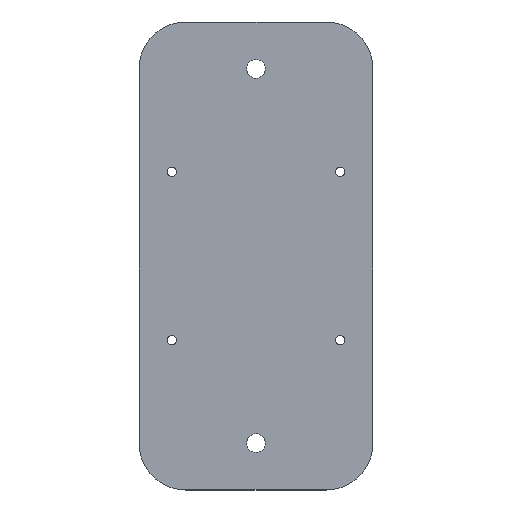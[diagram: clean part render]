
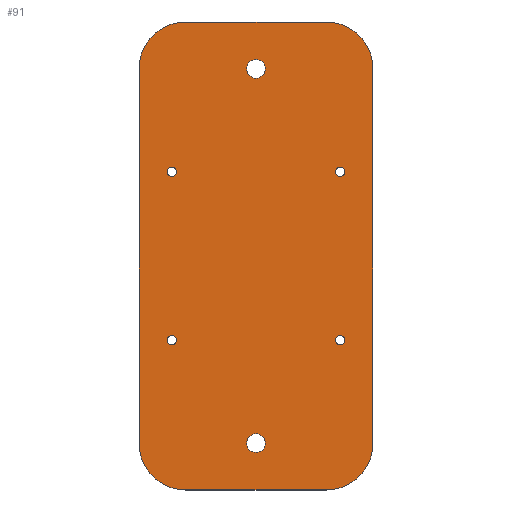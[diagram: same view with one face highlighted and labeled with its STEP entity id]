
A CAD part, top view. The second image highlights one B-rep face of the part: STEP entity #91.
In plain terms, the highlighted planar face has unit normal (0, 0, 1).
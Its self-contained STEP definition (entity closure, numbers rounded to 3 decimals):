
#4 = CARTESIAN_POINT ( 'NONE',  ( -164.634, 94.53, 6. ) ) ;
#10 = CIRCLE ( 'NONE', #474, 4. ) ;
#13 = DIRECTION ( 'NONE',  ( 0., 0., 1. ) ) ;
#16 = CARTESIAN_POINT ( 'NONE',  ( -100.634, -41.47, 6. ) ) ;
#19 = AXIS2_PLACEMENT_3D ( 'NONE', #292, #13, #546 ) ;
#33 = EDGE_LOOP ( 'NONE', ( #355 ) ) ;
#42 = CIRCLE ( 'NONE', #434, 2. ) ;
#50 = EDGE_CURVE ( 'NONE', #321, #154, #515, .T. ) ;
#52 = AXIS2_PLACEMENT_3D ( 'NONE', #417, #336, #165 ) ;
#54 = CARTESIAN_POINT ( 'NONE',  ( -80.634, -21.47, 6. ) ) ;
#56 = VERTEX_POINT ( 'NONE', #456 ) ;
#57 = PLANE ( 'NONE',  #52 ) ;
#59 = FACE_BOUND ( 'NONE', #214, .T. ) ;
#63 = CARTESIAN_POINT ( 'NONE',  ( -168.634, 22.53, 6. ) ) ;
#65 = CARTESIAN_POINT ( 'NONE',  ( -100.634, 138.53, 6. ) ) ;
#68 = DIRECTION ( 'NONE',  ( 1., 0., 0. ) ) ;
#73 = EDGE_LOOP ( 'NONE', ( #391, #487, #539, #562, #357, #527, #576, #443 ) ) ;
#75 = CIRCLE ( 'NONE', #397, 20. ) ;
#82 = ORIENTED_EDGE ( 'NONE', *, *, #543, .F. ) ;
#84 = AXIS2_PLACEMENT_3D ( 'NONE', #557, #128, #426 ) ;
#90 = VERTEX_POINT ( 'NONE', #102 ) ;
#91 = ADVANCED_FACE ( 'NONE', ( #383, #412, #206, #208, #457, #59, #111 ), #57, .T. ) ;
#92 = CARTESIAN_POINT ( 'NONE',  ( -130.634, 138.53, 6. ) ) ;
#93 = DIRECTION ( 'NONE',  ( 0., 0., 1. ) ) ;
#100 = AXIS2_PLACEMENT_3D ( 'NONE', #188, #134, #183 ) ;
#101 = CARTESIAN_POINT ( 'NONE',  ( -92.634, 22.53, 6. ) ) ;
#102 = CARTESIAN_POINT ( 'NONE',  ( -180.634, -21.47, 6. ) ) ;
#108 = AXIS2_PLACEMENT_3D ( 'NONE', #571, #93, #451 ) ;
#111 = FACE_OUTER_BOUND ( 'NONE', #73, .T. ) ;
#118 = AXIS2_PLACEMENT_3D ( 'NONE', #252, #120, #304 ) ;
#120 = DIRECTION ( 'NONE',  ( 0., 0., 1. ) ) ;
#123 = CARTESIAN_POINT ( 'NONE',  ( -94.634, 94.53, 6. ) ) ;
#128 = DIRECTION ( 'NONE',  ( 0., 0., 1. ) ) ;
#132 = ORIENTED_EDGE ( 'NONE', *, *, #503, .F. ) ;
#133 = EDGE_CURVE ( 'NONE', #257, #449, #75, .T. ) ;
#134 = DIRECTION ( 'NONE',  ( 0., 0., 1. ) ) ;
#136 = EDGE_CURVE ( 'NONE', #549, #549, #209, .T. ) ;
#139 = DIRECTION ( 'NONE',  ( 1., 0., 0. ) ) ;
#154 = VERTEX_POINT ( 'NONE', #246 ) ;
#158 = EDGE_LOOP ( 'NONE', ( #132 ) ) ;
#159 = CARTESIAN_POINT ( 'NONE',  ( -96.634, 94.53, 6. ) ) ;
#161 = VERTEX_POINT ( 'NONE', #16 ) ;
#165 = DIRECTION ( 'NONE',  ( 1., 0., 0. ) ) ;
#183 = DIRECTION ( 'NONE',  ( -1., 0., 0. ) ) ;
#188 = CARTESIAN_POINT ( 'NONE',  ( -130.634, -21.47, 6. ) ) ;
#190 = CARTESIAN_POINT ( 'NONE',  ( -100.634, 158.53, 6. ) ) ;
#194 = EDGE_LOOP ( 'NONE', ( #333 ) ) ;
#197 = VERTEX_POINT ( 'NONE', #101 ) ;
#202 = CIRCLE ( 'NONE', #100, 4. ) ;
#205 = CARTESIAN_POINT ( 'NONE',  ( -134.634, -21.47, 6. ) ) ;
#206 = FACE_BOUND ( 'NONE', #237, .T. ) ;
#208 = FACE_BOUND ( 'NONE', #158, .T. ) ;
#209 = CIRCLE ( 'NONE', #19, 2. ) ;
#214 = EDGE_LOOP ( 'NONE', ( #269 ) ) ;
#221 = DIRECTION ( 'NONE',  ( -1., 0., 0. ) ) ;
#233 = DIRECTION ( 'NONE',  ( 0., -1., 0. ) ) ;
#237 = EDGE_LOOP ( 'NONE', ( #289 ) ) ;
#246 = CARTESIAN_POINT ( 'NONE',  ( -180.634, 138.53, 6. ) ) ;
#252 = CARTESIAN_POINT ( 'NONE',  ( -166.634, 94.53, 6. ) ) ;
#255 = EDGE_CURVE ( 'NONE', #294, #294, #472, .T. ) ;
#257 = VERTEX_POINT ( 'NONE', #563 ) ;
#258 = DIRECTION ( 'NONE',  ( 0., 1., 0. ) ) ;
#260 = CIRCLE ( 'NONE', #84, 20. ) ;
#262 = CIRCLE ( 'NONE', #579, 20. ) ;
#263 = EDGE_CURVE ( 'NONE', #161, #533, #260, .T. ) ;
#264 = CARTESIAN_POINT ( 'NONE',  ( -80.634, 158.53, 6. ) ) ;
#269 = ORIENTED_EDGE ( 'NONE', *, *, #255, .F. ) ;
#289 = ORIENTED_EDGE ( 'NONE', *, *, #358, .F. ) ;
#292 = CARTESIAN_POINT ( 'NONE',  ( -166.634, 22.53, 6. ) ) ;
#294 = VERTEX_POINT ( 'NONE', #4 ) ;
#300 = EDGE_CURVE ( 'NONE', #352, #161, #340, .T. ) ;
#304 = DIRECTION ( 'NONE',  ( 1., 0., 0. ) ) ;
#311 = CARTESIAN_POINT ( 'NONE',  ( -180.634, 158.53, 6. ) ) ;
#321 = VERTEX_POINT ( 'NONE', #486 ) ;
#329 = VERTEX_POINT ( 'NONE', #159 ) ;
#330 = EDGE_CURVE ( 'NONE', #533, #257, #386, .T. ) ;
#333 = ORIENTED_EDGE ( 'NONE', *, *, #136, .F. ) ;
#336 = DIRECTION ( 'NONE',  ( 0., 0., 1. ) ) ;
#339 = EDGE_CURVE ( 'NONE', #449, #321, #475, .T. ) ;
#340 = LINE ( 'NONE', #471, #398 ) ;
#344 = VECTOR ( 'NONE', #233, 1000. ) ;
#352 = VERTEX_POINT ( 'NONE', #520 ) ;
#355 = ORIENTED_EDGE ( 'NONE', *, *, #558, .F. ) ;
#356 = DIRECTION ( 'NONE',  ( 1., 0., 0. ) ) ;
#357 = ORIENTED_EDGE ( 'NONE', *, *, #330, .T. ) ;
#358 = EDGE_CURVE ( 'NONE', #329, #329, #42, .T. ) ;
#363 = AXIS2_PLACEMENT_3D ( 'NONE', #395, #532, #139 ) ;
#383 = FACE_BOUND ( 'NONE', #394, .T. ) ;
#386 = LINE ( 'NONE', #264, #416 ) ;
#391 = ORIENTED_EDGE ( 'NONE', *, *, #440, .T. ) ;
#394 = EDGE_LOOP ( 'NONE', ( #82 ) ) ;
#395 = CARTESIAN_POINT ( 'NONE',  ( -94.634, 22.53, 6. ) ) ;
#397 = AXIS2_PLACEMENT_3D ( 'NONE', #65, #420, #68 ) ;
#398 = VECTOR ( 'NONE', #560, 1000. ) ;
#412 = FACE_BOUND ( 'NONE', #33, .T. ) ;
#416 = VECTOR ( 'NONE', #258, 1000. ) ;
#417 = CARTESIAN_POINT ( 'NONE',  ( 0., 0., 6. ) ) ;
#420 = DIRECTION ( 'NONE',  ( 0., 0., 1. ) ) ;
#426 = DIRECTION ( 'NONE',  ( 1., 0., 0. ) ) ;
#428 = DIRECTION ( 'NONE',  ( -1., 0., 0. ) ) ;
#430 = EDGE_CURVE ( 'NONE', #90, #352, #262, .T. ) ;
#434 = AXIS2_PLACEMENT_3D ( 'NONE', #123, #481, #428 ) ;
#440 = EDGE_CURVE ( 'NONE', #154, #90, #453, .T. ) ;
#443 = ORIENTED_EDGE ( 'NONE', *, *, #50, .T. ) ;
#449 = VERTEX_POINT ( 'NONE', #190 ) ;
#451 = DIRECTION ( 'NONE',  ( 1., 0., 0. ) ) ;
#453 = LINE ( 'NONE', #494, #344 ) ;
#456 = CARTESIAN_POINT ( 'NONE',  ( -126.634, 138.53, 6. ) ) ;
#457 = FACE_BOUND ( 'NONE', #194, .T. ) ;
#471 = CARTESIAN_POINT ( 'NONE',  ( -180.634, -41.47, 6. ) ) ;
#472 = CIRCLE ( 'NONE', #118, 2. ) ;
#474 = AXIS2_PLACEMENT_3D ( 'NONE', #92, #528, #356 ) ;
#475 = LINE ( 'NONE', #311, #553 ) ;
#481 = DIRECTION ( 'NONE',  ( 0., 0., 1. ) ) ;
#484 = CIRCLE ( 'NONE', #363, 2. ) ;
#486 = CARTESIAN_POINT ( 'NONE',  ( -160.634, 158.53, 6. ) ) ;
#487 = ORIENTED_EDGE ( 'NONE', *, *, #430, .T. ) ;
#490 = DIRECTION ( 'NONE',  ( 0., 0., 1. ) ) ;
#494 = CARTESIAN_POINT ( 'NONE',  ( -180.634, 158.53, 6. ) ) ;
#496 = CARTESIAN_POINT ( 'NONE',  ( -160.634, -21.47, 6. ) ) ;
#498 = DIRECTION ( 'NONE',  ( 1., 0., 0. ) ) ;
#503 = EDGE_CURVE ( 'NONE', #197, #197, #484, .T. ) ;
#515 = CIRCLE ( 'NONE', #108, 20. ) ;
#520 = CARTESIAN_POINT ( 'NONE',  ( -160.634, -41.47, 6. ) ) ;
#527 = ORIENTED_EDGE ( 'NONE', *, *, #133, .T. ) ;
#528 = DIRECTION ( 'NONE',  ( 0., 0., 1. ) ) ;
#532 = DIRECTION ( 'NONE',  ( 0., 0., 1. ) ) ;
#533 = VERTEX_POINT ( 'NONE', #54 ) ;
#539 = ORIENTED_EDGE ( 'NONE', *, *, #300, .T. ) ;
#543 = EDGE_CURVE ( 'NONE', #547, #547, #202, .T. ) ;
#546 = DIRECTION ( 'NONE',  ( -1., 0., 0. ) ) ;
#547 = VERTEX_POINT ( 'NONE', #205 ) ;
#549 = VERTEX_POINT ( 'NONE', #63 ) ;
#553 = VECTOR ( 'NONE', #221, 1000. ) ;
#557 = CARTESIAN_POINT ( 'NONE',  ( -100.634, -21.47, 6. ) ) ;
#558 = EDGE_CURVE ( 'NONE', #56, #56, #10, .T. ) ;
#560 = DIRECTION ( 'NONE',  ( 1., 0., 0. ) ) ;
#562 = ORIENTED_EDGE ( 'NONE', *, *, #263, .T. ) ;
#563 = CARTESIAN_POINT ( 'NONE',  ( -80.634, 138.53, 6. ) ) ;
#571 = CARTESIAN_POINT ( 'NONE',  ( -160.634, 138.53, 6. ) ) ;
#576 = ORIENTED_EDGE ( 'NONE', *, *, #339, .T. ) ;
#579 = AXIS2_PLACEMENT_3D ( 'NONE', #496, #490, #498 ) ;
